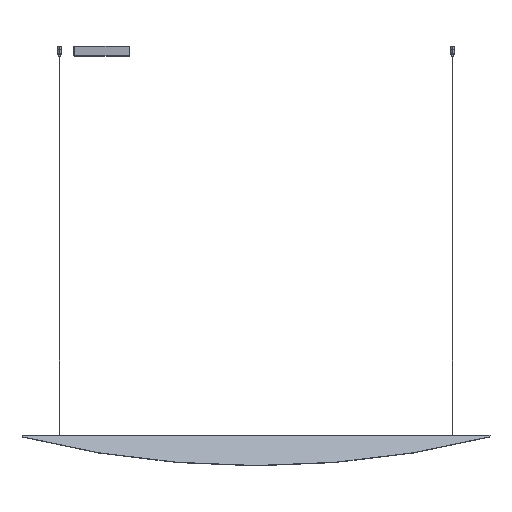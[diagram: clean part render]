
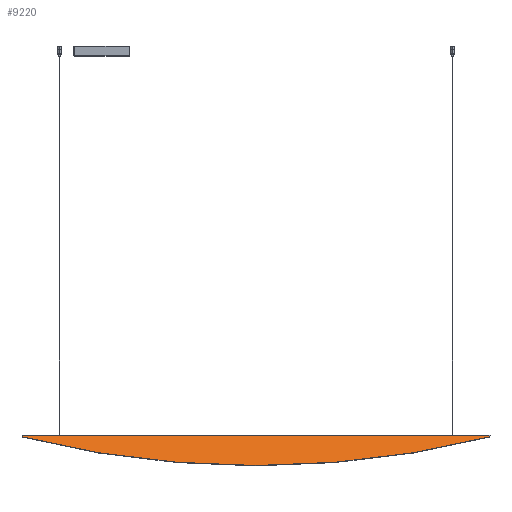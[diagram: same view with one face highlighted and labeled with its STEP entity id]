
A CAD part, top view. The second image highlights one B-rep face of the part: STEP entity #9220.
In plain terms, the highlighted face is planar.
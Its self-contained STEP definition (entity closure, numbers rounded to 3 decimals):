
#239 = DIRECTION ( 'NONE',  ( 0., -0.857, 0.515 ) ) ;
#283 = CARTESIAN_POINT ( 'NONE',  ( -900., 4.348, -11.446 ) ) ;
#539 = PLANE ( 'NONE',  #919 ) ;
#919 = AXIS2_PLACEMENT_3D ( 'NONE', #8882, #7818, #8824 ) ;
#939 = VERTEX_POINT ( 'NONE', #11052 ) ;
#1177 = EDGE_CURVE ( 'NONE', #6054, #1536, #11389, .T. ) ;
#1465 = CARTESIAN_POINT ( 'NONE',  ( -900., 4.348, -11.446 ) ) ;
#1536 = VERTEX_POINT ( 'NONE', #283 ) ;
#1659 = ORIENTED_EDGE ( 'NONE', *, *, #6601, .F. ) ;
#1686 = LINE ( 'NONE', #1465, #9056 ) ;
#1799 = ORIENTED_EDGE ( 'NONE', *, *, #8277, .F. ) ;
#1920 = EDGE_LOOP ( 'NONE', ( #1799, #8023, #1659, #2299 ) ) ;
#2152 = VERTEX_POINT ( 'NONE', #9036 ) ;
#2185 = CARTESIAN_POINT ( 'NONE',  ( 0., -0.642, -8.447 ) ) ;
#2299 = ORIENTED_EDGE ( 'NONE', *, *, #1177, .F. ) ;
#3174 = AXIS2_PLACEMENT_3D ( 'NONE', #6746, #8422, #239 ) ;
#4058 = CARTESIAN_POINT ( 'NONE',  ( 900., 4.348, -11.446 ) ) ;
#5101 = LINE ( 'NONE', #7898, #10806 ) ;
#6054 = VERTEX_POINT ( 'NONE', #4058 ) ;
#6174 = DIRECTION ( 'NONE',  ( 0., -0.857, 0.515 ) ) ;
#6601 = EDGE_CURVE ( 'NONE', #1536, #939, #1686, .T. ) ;
#6746 = CARTESIAN_POINT ( 'NONE',  ( 0., -2634.119, 1573.905 ) ) ;
#6834 = VECTOR ( 'NONE', #7643, 1000. ) ;
#7643 = DIRECTION ( 'NONE',  ( -1., 0., 0. ) ) ;
#7818 = DIRECTION ( 'NONE',  ( 0., 0.515, 0.857 ) ) ;
#7898 = CARTESIAN_POINT ( 'NONE',  ( 900., 4.348, -11.446 ) ) ;
#8023 = ORIENTED_EDGE ( 'NONE', *, *, #9063, .T. ) ;
#8277 = EDGE_CURVE ( 'NONE', #2152, #6054, #5101, .T. ) ;
#8422 = DIRECTION ( 'NONE',  ( 0., 0.515, 0.857 ) ) ;
#8536 = LINE ( 'NONE', #2185, #6834 ) ;
#8824 = DIRECTION ( 'NONE',  ( 0., -0.857, 0.515 ) ) ;
#8882 = CARTESIAN_POINT ( 'NONE',  ( 0., 2619.29, -1582.662 ) ) ;
#9036 = CARTESIAN_POINT ( 'NONE',  ( 900., -0.642, -8.447 ) ) ;
#9056 = VECTOR ( 'NONE', #6174, 1000. ) ;
#9063 = EDGE_CURVE ( 'NONE', #2152, #939, #8536, .T. ) ;
#9220 = ADVANCED_FACE ( 'NONE', ( #10497 ), #539, .F. ) ;
#9786 = DIRECTION ( 'NONE',  ( 0., 0.857, -0.515 ) ) ;
#10497 = FACE_OUTER_BOUND ( 'NONE', #1920, .T. ) ;
#10806 = VECTOR ( 'NONE', #9786, 1000. ) ;
#11052 = CARTESIAN_POINT ( 'NONE',  ( -900., -0.642, -8.447 ) ) ;
#11389 = CIRCLE ( 'NONE', #3174, 3207. ) ;
